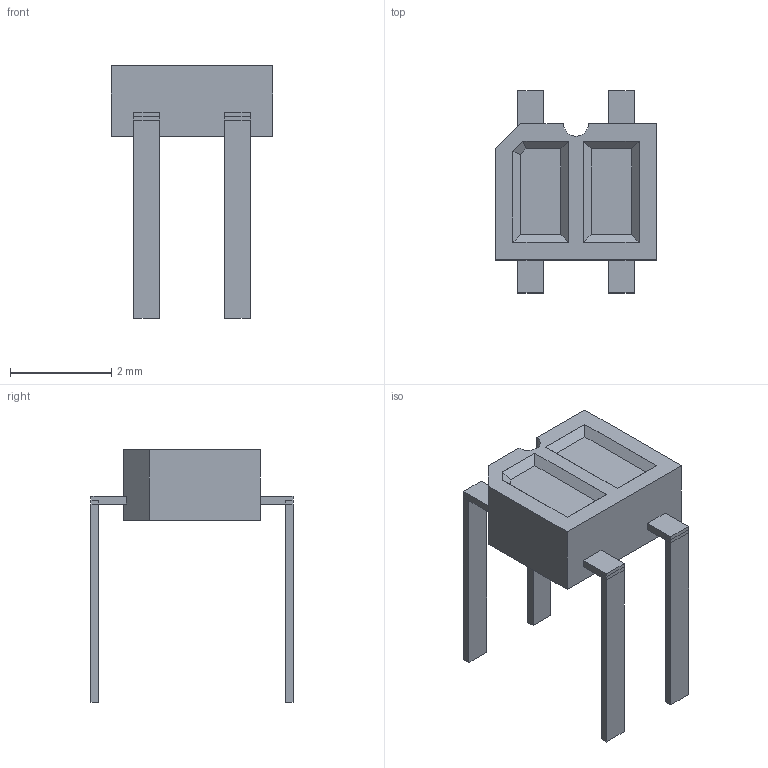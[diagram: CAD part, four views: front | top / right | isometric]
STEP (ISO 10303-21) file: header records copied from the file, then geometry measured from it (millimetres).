
FILE_DESCRIPTION(('FreeCAD Model'),'2;1');
FILE_NAME( 'Kodenshi_SG105F.step' ,'2018-01-02T22:21:52',('kicad StepUp'),('ksu MCAD'), 'Open CASCADE STEP processor 6.8','FreeCAD','Unknown');
FILE_SCHEMA(('AUTOMOTIVE_DESIGN_CC2 { 1 2 10303 214 -1 1 5 4 }'));
Length unit declared in the file: millimetre
Products named in the file (1): Kodenshi_SG105F
Bounding box: 3.2 x 4 x 5 mm (x, y, z)
Volume: 12.6 mm3; surface area: 57.8 mm2
Topology: 1 solids, 1 shells, 81 faces, 189 edges, 115 vertices
Faces by surface type: plane 80, cylinder 1
Entity records: 1453 total; most frequent: ORIENTED_EDGE 299, EDGE_CURVE 189, CARTESIAN_POINT 169, LINE 152, VERTEX_POINT 115, FACE_BOUND 86, EDGE_LOOP 86, ADVANCED_FACE 81
